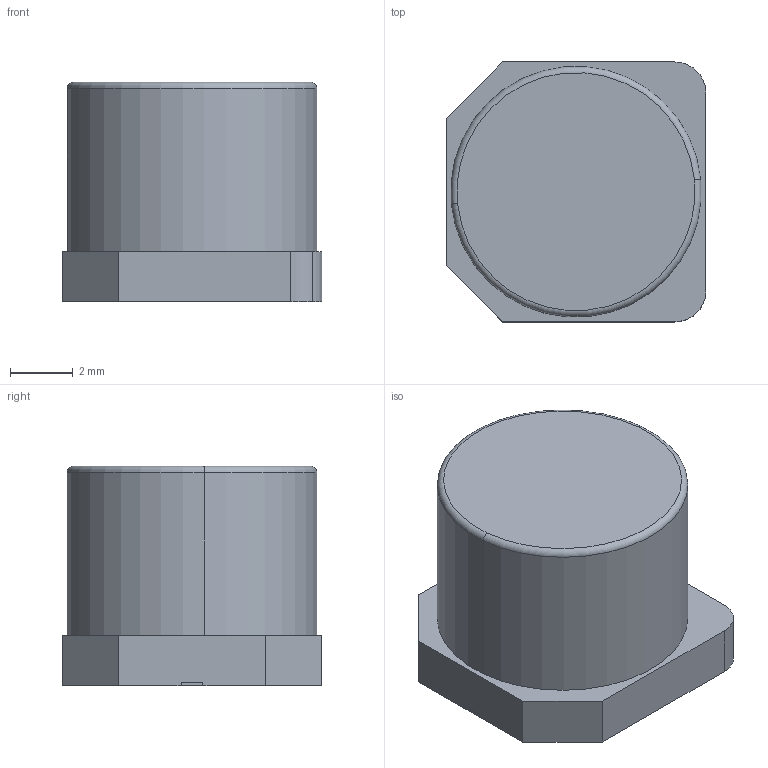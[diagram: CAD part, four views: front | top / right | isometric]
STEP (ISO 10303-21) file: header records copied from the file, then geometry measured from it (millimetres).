
FILE_DESCRIPTION(('FreeCAD Model'),'2;1');
FILE_NAME('Fusion.step', '2018-07-28T20:17:48',('Author'),(''), 'Open CASCADE STEP processor 6.8','FreeCAD','Unknown');
FILE_SCHEMA(('AUTOMOTIVE_DESIGN_CC2 { 1 2 10303 214 -1 1 5 4 }'));
Length unit declared in the file: millimetre
Products named in the file (2): ASSEMBLY; Fusion
Assembly tree (1 placements, depth 2):
  ASSEMBLY
    Fusion
Bounding box: 8.3 x 8.3 x 7 mm (x, y, z)
Volume: 375.6 mm3; surface area: 312.4 mm2
Topology: 1 solids, 1 shells, 21 faces, 56 edges, 38 vertices
Faces by surface type: plane 13, cylinder 6, torus 2
Entity records: 2302 total; most frequent: CARTESIAN_POINT 1051, DIRECTION 191, ORIENTED_EDGE 112, PCURVE 112, DEFINITIONAL_REPRESENTATION 112, LINE 102, VECTOR 102, EDGE_CURVE 56
